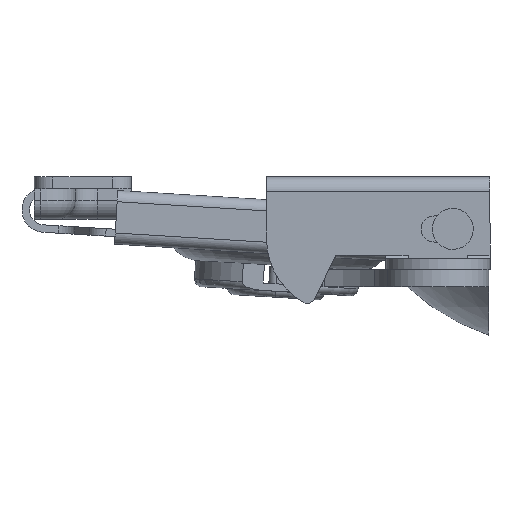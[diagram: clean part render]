
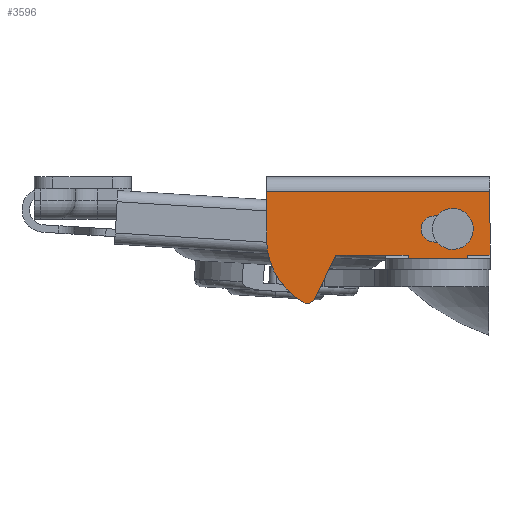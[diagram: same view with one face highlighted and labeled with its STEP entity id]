
A CAD part, front view. The second image highlights one B-rep face of the part: STEP entity #3596.
In plain terms, the highlighted planar face has unit normal (0, -1, 0).
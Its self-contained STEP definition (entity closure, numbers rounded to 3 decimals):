
#633 = CARTESIAN_POINT ( 'NONE',  ( 6.399, -19., -16.438 ) ) ;
#634 = CARTESIAN_POINT ( 'NONE',  ( 5.5, -19., -17. ) ) ;
#1466 = VERTEX_POINT ( 'NONE', #633 ) ;
#1467 = VERTEX_POINT ( 'NONE', #634 ) ;
#2049 = VERTEX_POINT ( 'NONE', #6982 ) ;
#2050 = VERTEX_POINT ( 'NONE', #6983 ) ;
#2054 = VERTEX_POINT ( 'NONE', #6987 ) ;
#2056 = VERTEX_POINT ( 'NONE', #6989 ) ;
#2057 = VERTEX_POINT ( 'NONE', #6990 ) ;
#2058 = VERTEX_POINT ( 'NONE', #6991 ) ;
#2059 = VERTEX_POINT ( 'NONE', #6992 ) ;
#2060 = VERTEX_POINT ( 'NONE', #6993 ) ;
#2061 = VERTEX_POINT ( 'NONE', #6994 ) ;
#2062 = VERTEX_POINT ( 'NONE', #6995 ) ;
#2063 = VERTEX_POINT ( 'NONE', #6996 ) ;
#2064 = VERTEX_POINT ( 'NONE', #6997 ) ;
#2065 = VERTEX_POINT ( 'NONE', #6998 ) ;
#2066 = VERTEX_POINT ( 'NONE', #6999 ) ;
#2067 = VERTEX_POINT ( 'NONE', #7000 ) ;
#2483 = EDGE_LOOP ( 'NONE', ( #3849, #3851, #3850, #3852, #3854, #3853, #3855, #3856, #3858, #3857, #3859, #3861, #3860 ) ) ;
#2484 = EDGE_LOOP ( 'NONE', ( #3862, #3864, #3863, #3865 ) ) ;
#3301 = EDGE_CURVE ( 'NONE', #1466, #1467, #8014, .T. ) ;
#3488 = EDGE_CURVE ( 'NONE', #2049, #2050, #8769, .T. ) ;
#3504 = EDGE_CURVE ( 'NONE', #2054, #2056, #8780, .T. ) ;
#3506 = EDGE_CURVE ( 'NONE', #2056, #2057, #8782, .T. ) ;
#3507 = EDGE_CURVE ( 'NONE', #2057, #2058, #8783, .T. ) ;
#3508 = EDGE_CURVE ( 'NONE', #2059, #2054, #8784, .T. ) ;
#3509 = EDGE_CURVE ( 'NONE', #2060, #2059, #8269, .T. ) ;
#3510 = EDGE_CURVE ( 'NONE', #1467, #2060, #8272, .T. ) ;
#3511 = EDGE_CURVE ( 'NONE', #2061, #1466, #8785, .T. ) ;
#3512 = EDGE_CURVE ( 'NONE', #2050, #2061, #8786, .T. ) ;
#3513 = EDGE_CURVE ( 'NONE', #2049, #2062, #8787, .T. ) ;
#3514 = EDGE_CURVE ( 'NONE', #2063, #2062, #8788, .T. ) ;
#3515 = EDGE_CURVE ( 'NONE', #2065, #2066, #8278, .T. ) ;
#3516 = EDGE_CURVE ( 'NONE', #2058, #2063, #8789, .T. ) ;
#3517 = EDGE_CURVE ( 'NONE', #2064, #2065, #8790, .T. ) ;
#3518 = EDGE_CURVE ( 'NONE', #2066, #2067, #8791, .T. ) ;
#3519 = EDGE_CURVE ( 'NONE', #2067, #2064, #8281, .T. ) ;
#3596 = ADVANCED_FACE ( 'NONE', ( #8840, #8841 ), #10265, .T. ) ;
#3849 = ORIENTED_EDGE ( 'NONE', *, *, #3507, .F. ) ;
#3850 = ORIENTED_EDGE ( 'NONE', *, *, #3504, .F. ) ;
#3851 = ORIENTED_EDGE ( 'NONE', *, *, #3506, .F. ) ;
#3852 = ORIENTED_EDGE ( 'NONE', *, *, #3508, .F. ) ;
#3853 = ORIENTED_EDGE ( 'NONE', *, *, #3510, .F. ) ;
#3854 = ORIENTED_EDGE ( 'NONE', *, *, #3509, .F. ) ;
#3855 = ORIENTED_EDGE ( 'NONE', *, *, #3301, .F. ) ;
#3856 = ORIENTED_EDGE ( 'NONE', *, *, #3511, .F. ) ;
#3857 = ORIENTED_EDGE ( 'NONE', *, *, #3488, .F. ) ;
#3858 = ORIENTED_EDGE ( 'NONE', *, *, #3512, .F. ) ;
#3859 = ORIENTED_EDGE ( 'NONE', *, *, #3513, .T. ) ;
#3860 = ORIENTED_EDGE ( 'NONE', *, *, #3516, .F. ) ;
#3861 = ORIENTED_EDGE ( 'NONE', *, *, #3514, .F. ) ;
#3862 = ORIENTED_EDGE ( 'NONE', *, *, #3517, .T. ) ;
#3863 = ORIENTED_EDGE ( 'NONE', *, *, #3518, .T. ) ;
#3864 = ORIENTED_EDGE ( 'NONE', *, *, #3515, .T. ) ;
#3865 = ORIENTED_EDGE ( 'NONE', *, *, #3519, .T. ) ;
#6982 = CARTESIAN_POINT ( 'NONE',  ( 19., -19., -10.5 ) ) ;
#6983 = CARTESIAN_POINT ( 'NONE',  ( 16., -19., -10.5 ) ) ;
#6987 = CARTESIAN_POINT ( 'NONE',  ( 0., -19., -2. ) ) ;
#6989 = CARTESIAN_POINT ( 'NONE',  ( 30., -19., -2. ) ) ;
#6990 = CARTESIAN_POINT ( 'NONE',  ( 30., -19., -10.5 ) ) ;
#6991 = CARTESIAN_POINT ( 'NONE',  ( 27., -19., -10.5 ) ) ;
#6992 = CARTESIAN_POINT ( 'NONE',  ( 0., -19., -8.351 ) ) ;
#6993 = CARTESIAN_POINT ( 'NONE',  ( 5.014, -19., -16.874 ) ) ;
#6994 = CARTESIAN_POINT ( 'NONE',  ( 9.295, -19., -10.5 ) ) ;
#6995 = CARTESIAN_POINT ( 'NONE',  ( 19., -19., -12.436 ) ) ;
#6996 = CARTESIAN_POINT ( 'NONE',  ( 27., -19., -12.436 ) ) ;
#6997 = CARTESIAN_POINT ( 'NONE',  ( 22.5, -19., -5.25 ) ) ;
#6998 = CARTESIAN_POINT ( 'NONE',  ( 25., -19., -5.25 ) ) ;
#6999 = CARTESIAN_POINT ( 'NONE',  ( 25., -19., -8.75 ) ) ;
#7000 = CARTESIAN_POINT ( 'NONE',  ( 22.5, -19., -8.75 ) ) ;
#7537 = CARTESIAN_POINT ( 'NONE',  ( 5.5, -19., -16. ) ) ;
#7538 = DIRECTION ( 'NONE',  ( 0., 1., 0. ) ) ;
#7539 = DIRECTION ( 'NONE',  ( 0., 0., 1. ) ) ;
#8014 = CIRCLE ( 'NONE', #8016, 1. ) ;
#8016 = AXIS2_PLACEMENT_3D ( 'NONE', #7537, #7538, #7539 ) ;
#8245 = VECTOR ( 'NONE', #9821, 1000. ) ;
#8265 = VECTOR ( 'NONE', #9858, 1000. ) ;
#8267 = VECTOR ( 'NONE', #9862, 1000. ) ;
#8268 = VECTOR ( 'NONE', #9864, 1000. ) ;
#8269 = CIRCLE ( 'NONE', #8271, 9.75 ) ;
#8270 = VECTOR ( 'NONE', #9866, 1000. ) ;
#8271 = AXIS2_PLACEMENT_3D ( 'NONE', #9867, #9868, #9869 ) ;
#8272 = CIRCLE ( 'NONE', #8273, 1. ) ;
#8273 = AXIS2_PLACEMENT_3D ( 'NONE', #9870, #9871, #9872 ) ;
#8274 = VECTOR ( 'NONE', #9874, 1000. ) ;
#8275 = VECTOR ( 'NONE', #9876, 1000. ) ;
#8277 = VECTOR ( 'NONE', #9878, 1000. ) ;
#8278 = CIRCLE ( 'NONE', #8280, 1.75 ) ;
#8279 = VECTOR ( 'NONE', #9880, 1000. ) ;
#8280 = AXIS2_PLACEMENT_3D ( 'NONE', #9881, #9882, #9883 ) ;
#8281 = CIRCLE ( 'NONE', #8286, 1.75 ) ;
#8282 = VECTOR ( 'NONE', #9885, 1000. ) ;
#8283 = VECTOR ( 'NONE', #9887, 1000. ) ;
#8285 = VECTOR ( 'NONE', #9889, 1000. ) ;
#8286 = AXIS2_PLACEMENT_3D ( 'NONE', #9890, #9891, #9892 ) ;
#8383 = AXIS2_PLACEMENT_3D ( 'NONE', #10266, #10267, #10268 ) ;
#8769 = LINE ( 'NONE', #9820, #8245 ) ;
#8780 = LINE ( 'NONE', #9857, #8265 ) ;
#8782 = LINE ( 'NONE', #9861, #8267 ) ;
#8783 = LINE ( 'NONE', #9863, #8268 ) ;
#8784 = LINE ( 'NONE', #9865, #8270 ) ;
#8785 = LINE ( 'NONE', #9873, #8274 ) ;
#8786 = LINE ( 'NONE', #9875, #8275 ) ;
#8787 = LINE ( 'NONE', #9877, #8277 ) ;
#8788 = LINE ( 'NONE', #9879, #8279 ) ;
#8789 = LINE ( 'NONE', #9884, #8282 ) ;
#8790 = LINE ( 'NONE', #9886, #8283 ) ;
#8791 = LINE ( 'NONE', #9888, #8285 ) ;
#8840 = FACE_OUTER_BOUND ( 'NONE', #2483, .T. ) ;
#8841 = FACE_BOUND ( 'NONE', #2484, .T. ) ;
#9820 = CARTESIAN_POINT ( 'NONE',  ( 9.75, -19., -10.5 ) ) ;
#9821 = DIRECTION ( 'NONE',  ( -1., 0., 0. ) ) ;
#9857 = CARTESIAN_POINT ( 'NONE',  ( 9.75, -19., -2. ) ) ;
#9858 = DIRECTION ( 'NONE',  ( 1., 0., 0. ) ) ;
#9861 = CARTESIAN_POINT ( 'NONE',  ( 30., -19., -8.351 ) ) ;
#9862 = DIRECTION ( 'NONE',  ( 0., 0., -1. ) ) ;
#9863 = CARTESIAN_POINT ( 'NONE',  ( 9.75, -19., -10.5 ) ) ;
#9864 = DIRECTION ( 'NONE',  ( -1., 0., 0. ) ) ;
#9865 = CARTESIAN_POINT ( 'NONE',  ( 0., -19., -8.351 ) ) ;
#9866 = DIRECTION ( 'NONE',  ( 0., 0., 1. ) ) ;
#9867 = CARTESIAN_POINT ( 'NONE',  ( 9.75, -19., -8.351 ) ) ;
#9868 = DIRECTION ( 'NONE',  ( 0., 1., 0. ) ) ;
#9869 = DIRECTION ( 'NONE',  ( 0., 0., 1. ) ) ;
#9870 = CARTESIAN_POINT ( 'NONE',  ( 5.5, -19., -16. ) ) ;
#9871 = DIRECTION ( 'NONE',  ( 0., 1., 0. ) ) ;
#9872 = DIRECTION ( 'NONE',  ( 0., 0., 1. ) ) ;
#9873 = CARTESIAN_POINT ( 'NONE',  ( 10.229, -19., -8.585 ) ) ;
#9874 = DIRECTION ( 'NONE',  ( -0.438, 0., -0.899 ) ) ;
#9875 = CARTESIAN_POINT ( 'NONE',  ( 9.75, -19., -10.5 ) ) ;
#9876 = DIRECTION ( 'NONE',  ( -1., 0., 0. ) ) ;
#9877 = CARTESIAN_POINT ( 'NONE',  ( 19., -19., 0. ) ) ;
#9878 = DIRECTION ( 'NONE',  ( 0., 0., -1. ) ) ;
#9879 = CARTESIAN_POINT ( 'NONE',  ( 16., -19., -12.436 ) ) ;
#9880 = DIRECTION ( 'NONE',  ( -1., 0., 0. ) ) ;
#9881 = CARTESIAN_POINT ( 'NONE',  ( 25., -19., -7. ) ) ;
#9882 = DIRECTION ( 'NONE',  ( 0., 1., 0. ) ) ;
#9883 = DIRECTION ( 'NONE',  ( 0., 0., 1. ) ) ;
#9884 = CARTESIAN_POINT ( 'NONE',  ( 27., -19., 0. ) ) ;
#9885 = DIRECTION ( 'NONE',  ( 0., 0., -1. ) ) ;
#9886 = CARTESIAN_POINT ( 'NONE',  ( 22.5, -19., -5.25 ) ) ;
#9887 = DIRECTION ( 'NONE',  ( 1., 0., 0. ) ) ;
#9888 = CARTESIAN_POINT ( 'NONE',  ( 22.5, -19., -8.75 ) ) ;
#9889 = DIRECTION ( 'NONE',  ( -1., 0., 0. ) ) ;
#9890 = CARTESIAN_POINT ( 'NONE',  ( 22.5, -19., -7. ) ) ;
#9891 = DIRECTION ( 'NONE',  ( 0., 1., 0. ) ) ;
#9892 = DIRECTION ( 'NONE',  ( 0., 0., 1. ) ) ;
#10265 = PLANE ( 'NONE',  #8383 ) ;
#10266 = CARTESIAN_POINT ( 'NONE',  ( 9.75, -19., -8.351 ) ) ;
#10267 = DIRECTION ( 'NONE',  ( 0., -1., 0. ) ) ;
#10268 = DIRECTION ( 'NONE',  ( 0., 0., 1. ) ) ;
